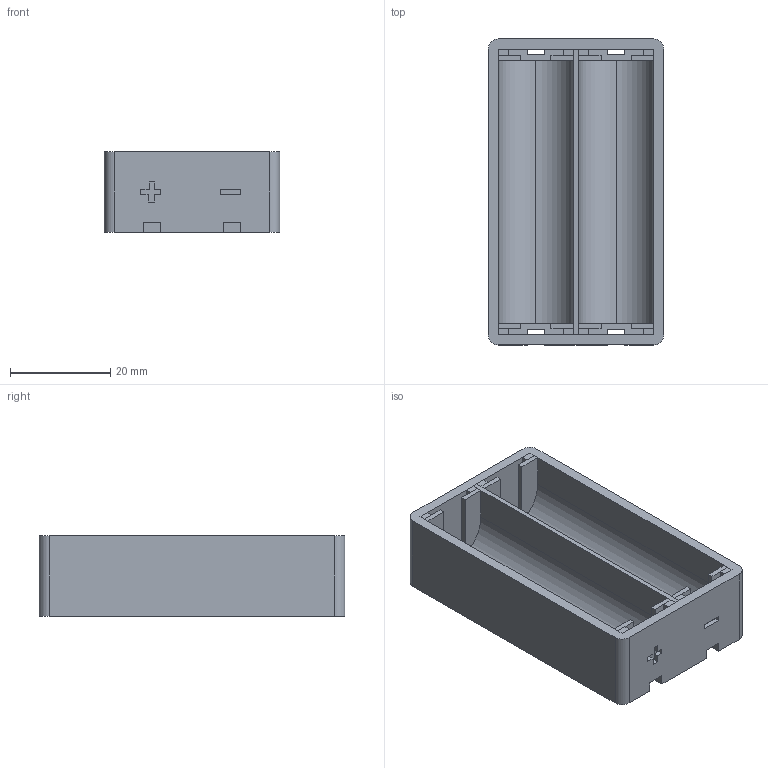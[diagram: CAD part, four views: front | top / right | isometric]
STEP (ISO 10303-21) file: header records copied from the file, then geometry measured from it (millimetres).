
FILE_DESCRIPTION(('FreeCAD Model'),'2;1');
FILE_NAME('Open CASCADE Shape Model','2026-02-21T20:39:36',('Author'),( ''),'Open CASCADE STEP processor 7.8','FreeCAD','Unknown');
FILE_SCHEMA(('AUTOMOTIVE_DESIGN { 1 0 10303 214 1 1 1 1 }'));
Length unit declared in the file: millimetre
Products named in the file (1): Body
Bounding box: 35 x 61 x 16 mm (x, y, z)
Volume: 13451.1 mm3; surface area: 11147.3 mm2
Topology: 1 solids, 1 shells, 126 faces, 340 edges, 212 vertices
Faces by surface type: plane 118, cylinder 8
Entity records: 3874 total; most frequent: ORIENTED_EDGE 680, CARTESIAN_POINT 679, DIRECTION 618, EDGE_CURVE 340, LINE 316, VECTOR 316, VERTEX_POINT 212, AXIS2_PLACEMENT_3D 151
